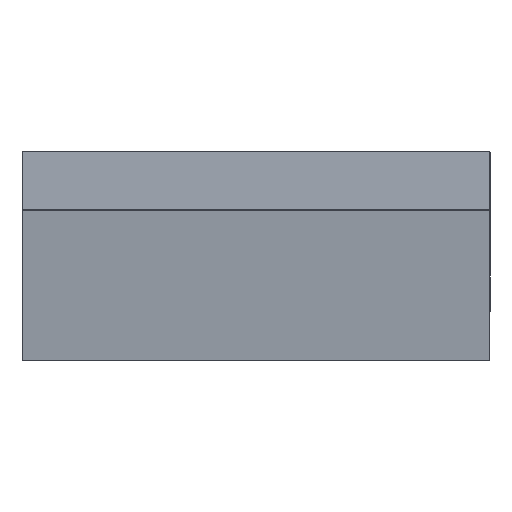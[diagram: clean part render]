
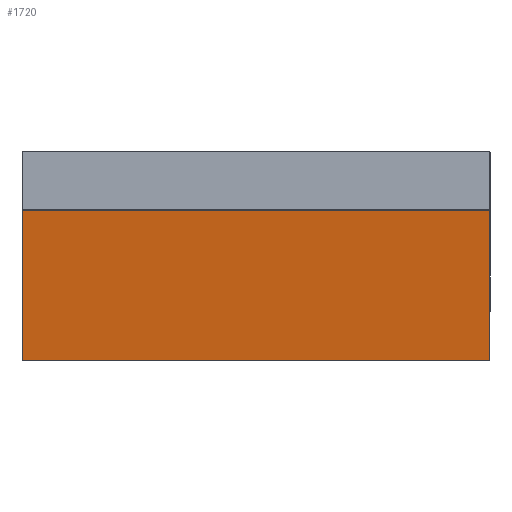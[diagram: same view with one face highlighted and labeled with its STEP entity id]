
A CAD part, top view. The second image highlights one B-rep face of the part: STEP entity #1720.
In plain terms, the highlighted planar face has unit normal (0, -0.122, 0.993).
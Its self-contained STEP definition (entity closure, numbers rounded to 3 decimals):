
#1660=CARTESIAN_POINT('',(5.27,-1.75,13.485));
#1661=VERTEX_POINT('',#1660);
#1668=CARTESIAN_POINT('',(-5.27,-1.75,13.485));
#1669=VERTEX_POINT('',#1668);
#1670=CARTESIAN_POINT('',(-5.27,-1.75,13.485));
#1671=DIRECTION('',(1.0,0.0,0.0));
#1672=VECTOR('',#1671,10.54);
#1673=LINE('',#1670,#1672);
#1674=EDGE_CURVE('',#1669,#1661,#1673,.T.);
#1690=CARTESIAN_POINT('',(-5.27,-1.75,13.485));
#1691=DIRECTION('',(0.,-0.122,0.993));
#1692=DIRECTION('',(-1.0,0.0,0.0));
#1693=AXIS2_PLACEMENT_3D('',#1690,#1691,#1692);
#1694=PLANE('',#1693);
#1695=CARTESIAN_POINT('',(5.27,1.63,13.9));
#1696=VERTEX_POINT('',#1695);
#1697=CARTESIAN_POINT('',(5.27,-1.75,13.485));
#1698=DIRECTION('',(0.0,0.993,0.122));
#1699=VECTOR('',#1698,3.405);
#1700=LINE('',#1697,#1699);
#1701=EDGE_CURVE('',#1661,#1696,#1700,.T.);
#1702=ORIENTED_EDGE('',*,*,#1701,.T.);
#1703=CARTESIAN_POINT('',(-5.27,1.63,13.9));
#1704=VERTEX_POINT('',#1703);
#1705=CARTESIAN_POINT('',(-5.27,1.63,13.9));
#1706=DIRECTION('',(1.0,0.0,0.0));
#1707=VECTOR('',#1706,10.54);
#1708=LINE('',#1705,#1707);
#1709=EDGE_CURVE('',#1704,#1696,#1708,.T.);
#1710=ORIENTED_EDGE('',*,*,#1709,.F.);
#1711=CARTESIAN_POINT('',(-5.27,1.63,13.9));
#1712=DIRECTION('',(0.0,-0.993,-0.122));
#1713=VECTOR('',#1712,3.405);
#1714=LINE('',#1711,#1713);
#1715=EDGE_CURVE('',#1704,#1669,#1714,.T.);
#1716=ORIENTED_EDGE('',*,*,#1715,.T.);
#1717=ORIENTED_EDGE('',*,*,#1674,.T.);
#1718=EDGE_LOOP('',(#1702,#1710,#1716,#1717));
#1719=FACE_OUTER_BOUND('',#1718,.T.);
#1720=ADVANCED_FACE('',(#1719),#1694,.T.);
